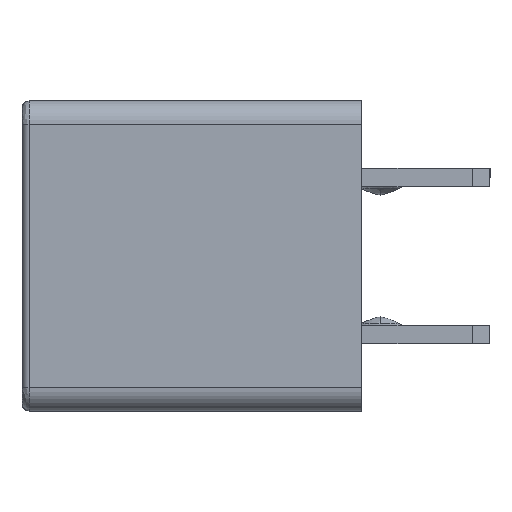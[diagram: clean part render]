
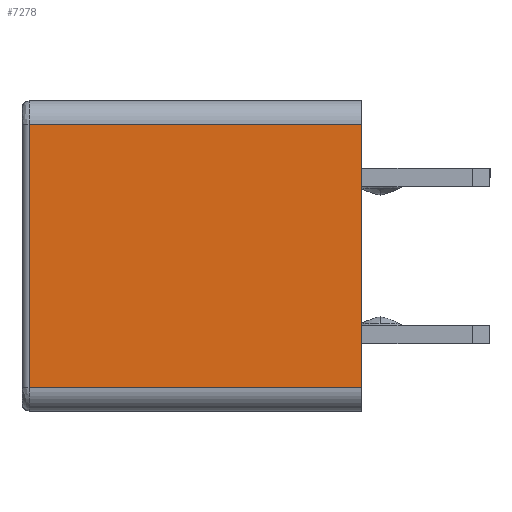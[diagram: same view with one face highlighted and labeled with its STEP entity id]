
A CAD part, left-side view. The second image highlights one B-rep face of the part: STEP entity #7278.
In plain terms, the highlighted planar face has unit normal (-1, 0, 0).
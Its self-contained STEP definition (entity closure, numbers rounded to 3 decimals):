
#232 = ORIENTED_EDGE ( 'NONE', *, *, #7688, .T. ) ;
#396 = CARTESIAN_POINT ( 'NONE',  ( -9.498, -4.225, -2.705 ) ) ;
#560 = DIRECTION ( 'NONE',  ( 0., -1., 0. ) ) ;
#749 = AXIS2_PLACEMENT_3D ( 'NONE', #5962, #2905, #8173 ) ;
#1283 = PLANE ( 'NONE',  #749 ) ;
#1404 = CARTESIAN_POINT ( 'NONE',  ( -9.498, 3.141, 3.01 ) ) ;
#1597 = ORIENTED_EDGE ( 'NONE', *, *, #8241, .F. ) ;
#1772 = CARTESIAN_POINT ( 'NONE',  ( -9.498, -4.225, 3.01 ) ) ;
#1863 = VECTOR ( 'NONE', #8302, 1000. ) ;
#1966 = DIRECTION ( 'NONE',  ( 0., 1., 0. ) ) ;
#2378 = EDGE_CURVE ( 'NONE', #8246, #6895, #7811, .T. ) ;
#2688 = VERTEX_POINT ( 'NONE', #5210 ) ;
#2905 = DIRECTION ( 'NONE',  ( 1., 0., 0. ) ) ;
#3485 = EDGE_LOOP ( 'NONE', ( #4856, #1597, #232, #5636 ) ) ;
#4414 = VERTEX_POINT ( 'NONE', #4832 ) ;
#4430 = CARTESIAN_POINT ( 'NONE',  ( -9.498, 2.989, -2.705 ) ) ;
#4832 = CARTESIAN_POINT ( 'NONE',  ( -9.498, 2.989, -2.705 ) ) ;
#4856 = ORIENTED_EDGE ( 'NONE', *, *, #6275, .F. ) ;
#5040 = LINE ( 'NONE', #4430, #9189 ) ;
#5210 = CARTESIAN_POINT ( 'NONE',  ( -9.498, -4.225, -2.705 ) ) ;
#5339 = VECTOR ( 'NONE', #560, 1000. ) ;
#5636 = ORIENTED_EDGE ( 'NONE', *, *, #2378, .F. ) ;
#5712 = CARTESIAN_POINT ( 'NONE',  ( -9.498, 2.989, 3.01 ) ) ;
#5962 = CARTESIAN_POINT ( 'NONE',  ( -9.498, 3.141, -2.705 ) ) ;
#6222 = LINE ( 'NONE', #396, #1863 ) ;
#6275 = EDGE_CURVE ( 'NONE', #4414, #8246, #5040, .T. ) ;
#6895 = VERTEX_POINT ( 'NONE', #1772 ) ;
#7278 = ADVANCED_FACE ( 'NONE', ( #7779 ), #1283, .F. ) ;
#7688 = EDGE_CURVE ( 'NONE', #2688, #6895, #6222, .T. ) ;
#7779 = FACE_OUTER_BOUND ( 'NONE', #3485, .T. ) ;
#7783 = LINE ( 'NONE', #9333, #9290 ) ;
#7811 = LINE ( 'NONE', #1404, #5339 ) ;
#8094 = DIRECTION ( 'NONE',  ( 0., 0., 1. ) ) ;
#8173 = DIRECTION ( 'NONE',  ( 0., 0., -1. ) ) ;
#8241 = EDGE_CURVE ( 'NONE', #2688, #4414, #7783, .T. ) ;
#8246 = VERTEX_POINT ( 'NONE', #5712 ) ;
#8302 = DIRECTION ( 'NONE',  ( 0., 0., 1. ) ) ;
#9189 = VECTOR ( 'NONE', #8094, 1000. ) ;
#9290 = VECTOR ( 'NONE', #1966, 1000. ) ;
#9333 = CARTESIAN_POINT ( 'NONE',  ( -9.498, 3.141, -2.705 ) ) ;
